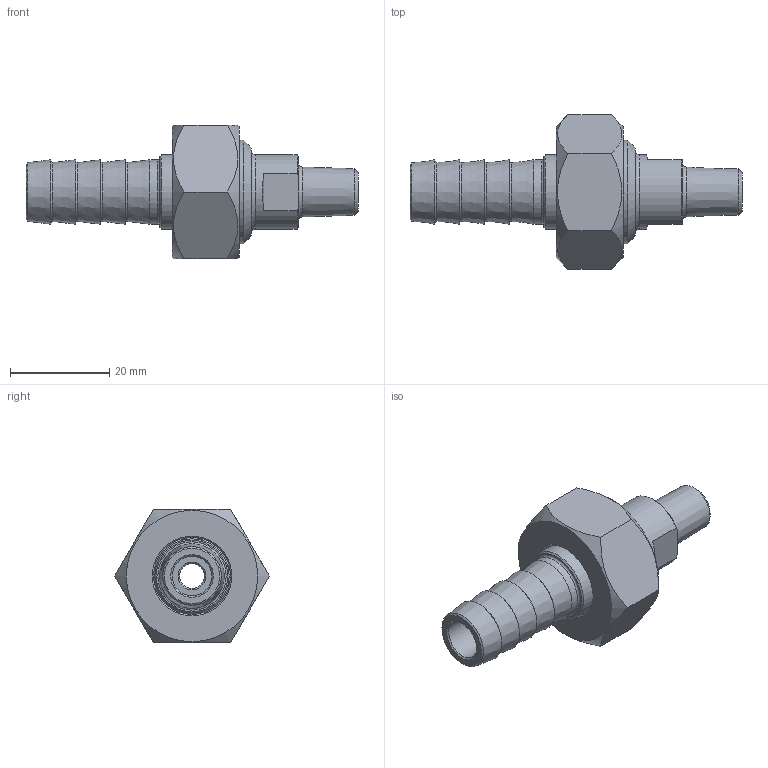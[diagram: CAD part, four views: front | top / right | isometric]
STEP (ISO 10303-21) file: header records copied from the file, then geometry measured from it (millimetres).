
FILE_DESCRIPTION(/* description */ (''),/* implementation_level */ '2;1');
FILE_NAME(/* name */ '3D_R666-SLE-UG-13-DN15-DN6_171130902.stp',/* time_stamp */ '2021-07-14T07:35:41+02:00',/* author */ ('cad'),/* organization */ (''),/* preprocessor_version */ 'ST-DEVELOPER v18.1',/* originating_system */ 'Autodesk Inventor 2022',/* authorisation */ '');
FILE_SCHEMA (('AUTOMOTIVE_DESIGN { 1 0 10303 214 3 1 1 }'));
Length unit declared in the file: millimetre
Products named in the file (4): 3D_R666-SLE-UG-13-DN15-DN6_171130902; 3D_R666-M-DN15_17113910; 3D_R666-UG-DN6-DN15_17113600; 3D_R666-SLE-13-DN15_17113425
Assembly tree (3 placements, depth 2):
  3D_R666-SLE-UG-13-DN15-DN6_171130902
    3D_R666-M-DN15_17113910
    3D_R666-UG-DN6-DN15_17113600
    3D_R666-SLE-13-DN15_17113425
Bounding box: 67 x 31.18 x 27 mm (x, y, z)
Volume: 12942.3 mm3; surface area: 7804.5 mm2
Topology: 3 solids, 3 shells, 67 faces, 150 edges, 98 vertices
Faces by surface type: plane 25, cone 24, torus 9, cylinder 9
Full cylindrical faces by diameter (mm): 5 x1, 8 x1, 13 x1, 15 x2, 15.5 x1, 18 x1, 18.631 x1, 20.9 x1
Entity records: 2044 total; most frequent: DIRECTION 371, CARTESIAN_POINT 354, ORIENTED_EDGE 300, AXIS2_PLACEMENT_3D 163, EDGE_CURVE 150, VERTEX_POINT 98, CIRCLE 87, EDGE_LOOP 82
